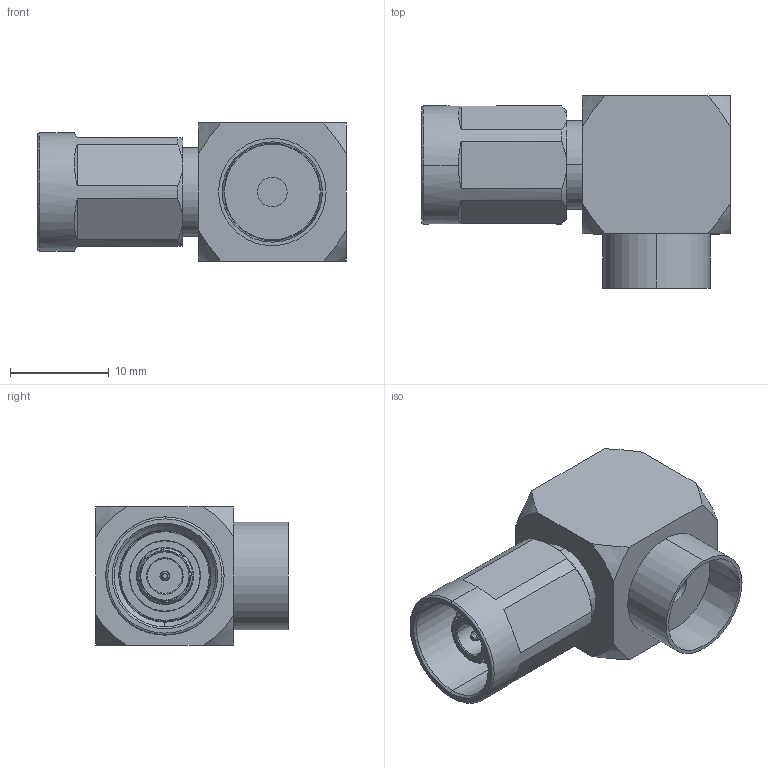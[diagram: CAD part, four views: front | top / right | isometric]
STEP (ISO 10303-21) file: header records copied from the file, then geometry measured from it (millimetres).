
FILE_DESCRIPTION (( 'STEP AP203' ), '1' );
FILE_NAME ('3190-6509.STEP', '2020-02-24T06:19:26', ( '' ), ( '' ), 'SwSTEP 2.0', 'SolidWorks 2018', '' );
FILE_SCHEMA (( 'CONFIG_CONTROL_DESIGN' ));
Length unit declared in the file: inch
Products named in the file (1): 3190-6509
Bounding box: 31.3 x 19.5 x 14 mm (x, y, z)
Volume: 4157.1 mm3; surface area: 3085.9 mm2
Topology: 1 solids, 1 shells, 188 faces, 464 edges, 292 vertices
Faces by surface type: plane 65, cone 58, cylinder 42, torus 22, sphere 1
Entity records: 6057 total; most frequent: CARTESIAN_POINT 1545, DIRECTION 958, ORIENTED_EDGE 920, EDGE_CURVE 460, AXIS2_PLACEMENT_3D 393, VERTEX_POINT 290, CIRCLE 204, EDGE_LOOP 204
